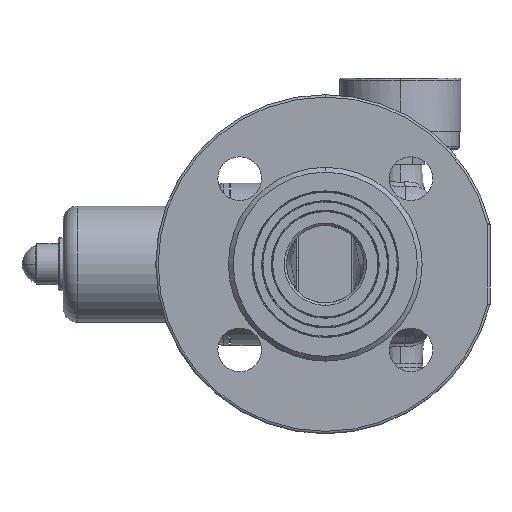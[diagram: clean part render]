
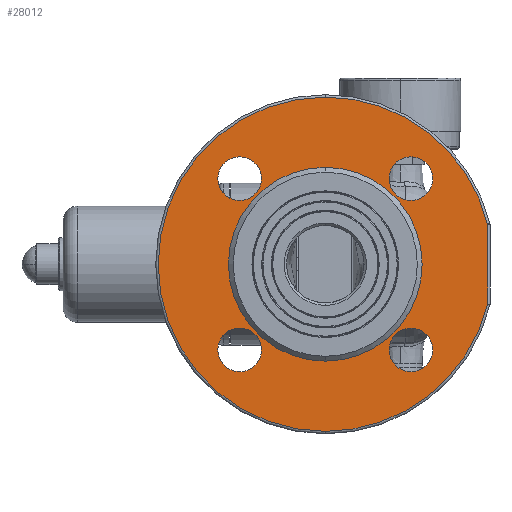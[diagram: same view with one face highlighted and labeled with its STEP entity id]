
A CAD part, left-side view. The second image highlights one B-rep face of the part: STEP entity #28012.
In plain terms, the highlighted planar face has unit normal (-1, 0, 0).
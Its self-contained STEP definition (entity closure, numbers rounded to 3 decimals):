
#820 = VERTEX_POINT ( 'NONE', #36560 ) ;
#860 = VERTEX_POINT ( 'NONE', #36882 ) ;
#919 = EDGE_CURVE ( 'NONE', #820, #16154, #37177, .T. ) ;
#4430 = FACE_BOUND ( 'NONE', #28021, .T. ) ;
#4451 = FACE_BOUND ( 'NONE', #28010, .T. ) ;
#4471 = AXIS2_PLACEMENT_3D ( 'NONE', #4518, #4517, #4516 ) ;
#4473 = FACE_OUTER_BOUND ( 'NONE', #28083, .T. ) ;
#4474 = DIRECTION ( 'NONE',  ( 0., 0., 1. ) ) ;
#4475 = DIRECTION ( 'NONE',  ( -1., 0., 0. ) ) ;
#4476 = AXIS2_PLACEMENT_3D ( 'NONE', #4485, #4475, #4474 ) ;
#4477 = CIRCLE ( 'NONE', #4476, 9. ) ;
#4478 = FACE_BOUND ( 'NONE', #28026, .T. ) ;
#4481 = FACE_BOUND ( 'NONE', #28079, .T. ) ;
#4485 = CARTESIAN_POINT ( 'NONE',  ( -88., 35.355, -35.355 ) ) ;
#4486 = FACE_BOUND ( 'NONE', #28017, .T. ) ;
#4496 = CIRCLE ( 'NONE', #4538, 40. ) ;
#4508 = CARTESIAN_POINT ( 'NONE',  ( -88., -67., -16.492 ) ) ;
#4510 = DIRECTION ( 'NONE',  ( 0., 0., 1. ) ) ;
#4511 = DIRECTION ( 'NONE',  ( -1., 0., 0. ) ) ;
#4512 = CARTESIAN_POINT ( 'NONE',  ( -88., -35.355, 35.355 ) ) ;
#4513 = AXIS2_PLACEMENT_3D ( 'NONE', #4512, #4511, #4510 ) ;
#4516 = DIRECTION ( 'NONE',  ( 0., 0., 1. ) ) ;
#4517 = DIRECTION ( 'NONE',  ( -1., 0., 0. ) ) ;
#4518 = CARTESIAN_POINT ( 'NONE',  ( -88., -35.355, -35.355 ) ) ;
#4519 = CIRCLE ( 'NONE', #4513, 9. ) ;
#4522 = DIRECTION ( 'NONE',  ( 0., 0., -1. ) ) ;
#4523 = DIRECTION ( 'NONE',  ( 1., 0., 0. ) ) ;
#4524 = CARTESIAN_POINT ( 'NONE',  ( -88., 40., 0. ) ) ;
#4525 = AXIS2_PLACEMENT_3D ( 'NONE', #4524, #4523, #4522 ) ;
#4526 = PLANE ( 'NONE',  #4525 ) ;
#4529 = CIRCLE ( 'NONE', #4471, 9. ) ;
#4535 = DIRECTION ( 'NONE',  ( 0., 0., 1. ) ) ;
#4536 = DIRECTION ( 'NONE',  ( -1., 0., 0. ) ) ;
#4537 = CARTESIAN_POINT ( 'NONE',  ( -88., 0., 0. ) ) ;
#4538 = AXIS2_PLACEMENT_3D ( 'NONE', #4537, #4536, #4535 ) ;
#4672 = LINE ( 'NONE', #4702, #4701 ) ;
#4700 = DIRECTION ( 'NONE',  ( 0., 0., 1. ) ) ;
#4701 = VECTOR ( 'NONE', #4700, 1000. ) ;
#4702 = CARTESIAN_POINT ( 'NONE',  ( -88., -67., 0. ) ) ;
#4720 = CIRCLE ( 'NONE', #4726, 9. ) ;
#4725 = DIRECTION ( 'NONE',  ( -1., 0., 0. ) ) ;
#4726 = AXIS2_PLACEMENT_3D ( 'NONE', #4777, #4776, #4775 ) ;
#4769 = DIRECTION ( 'NONE',  ( 0., 0., 1. ) ) ;
#4770 = AXIS2_PLACEMENT_3D ( 'NONE', #4778, #4725, #4769 ) ;
#4771 = CIRCLE ( 'NONE', #4770, 69. ) ;
#4775 = DIRECTION ( 'NONE',  ( 0., 0., 1. ) ) ;
#4776 = DIRECTION ( 'NONE',  ( -1., 0., 0. ) ) ;
#4777 = CARTESIAN_POINT ( 'NONE',  ( -88., 35.355, 35.355 ) ) ;
#4778 = CARTESIAN_POINT ( 'NONE',  ( -88., 0., 0. ) ) ;
#11202 = EDGE_CURVE ( 'NONE', #25674, #11350, #46158, .T. ) ;
#11350 = VERTEX_POINT ( 'NONE', #46233 ) ;
#12402 = VERTEX_POINT ( 'NONE', #46339 ) ;
#12770 = VERTEX_POINT ( 'NONE', #46333 ) ;
#13862 = EDGE_CURVE ( 'NONE', #860, #820, #46519, .T. ) ;
#15548 = EDGE_CURVE ( 'NONE', #12402, #16156, #47207, .T. ) ;
#16146 = VERTEX_POINT ( 'NONE', #47917 ) ;
#16154 = VERTEX_POINT ( 'NONE', #47982 ) ;
#16156 = VERTEX_POINT ( 'NONE', #48019 ) ;
#16206 = VERTEX_POINT ( 'NONE', #48118 ) ;
#16209 = VERTEX_POINT ( 'NONE', #48090 ) ;
#19388 = EDGE_CURVE ( 'NONE', #12770, #16209, #57081, .T. ) ;
#21499 = EDGE_CURVE ( 'NONE', #16206, #16146, #57865, .T. ) ;
#25443 = VERTEX_POINT ( 'NONE', #62138 ) ;
#25449 = VERTEX_POINT ( 'NONE', #62173 ) ;
#25473 = EDGE_CURVE ( 'NONE', #25443, #25449, #62334, .T. ) ;
#25674 = VERTEX_POINT ( 'NONE', #71040 ) ;
#28004 = ORIENTED_EDGE ( 'NONE', *, *, #13862, .T. ) ;
#28006 = ORIENTED_EDGE ( 'NONE', *, *, #15548, .F. ) ;
#28010 = EDGE_LOOP ( 'NONE', ( #28016, #28019 ) ) ;
#28011 = EDGE_CURVE ( 'NONE', #11350, #25674, #4477, .T. ) ;
#28012 = ADVANCED_FACE ( 'NONE', ( #4478, #4451, #4430, #4486, #4481, #4473 ), #4526, .F. ) ;
#28013 = ORIENTED_EDGE ( 'NONE', *, *, #11202, .F. ) ;
#28014 = ORIENTED_EDGE ( 'NONE', *, *, #28011, .F. ) ;
#28015 = EDGE_CURVE ( 'NONE', #16209, #12770, #4529, .T. ) ;
#28016 = ORIENTED_EDGE ( 'NONE', *, *, #28015, .F. ) ;
#28017 = EDGE_LOOP ( 'NONE', ( #28018, #28080 ) ) ;
#28018 = ORIENTED_EDGE ( 'NONE', *, *, #28076, .F. ) ;
#28019 = ORIENTED_EDGE ( 'NONE', *, *, #19388, .F. ) ;
#28020 = EDGE_CURVE ( 'NONE', #16146, #16206, #4519, .T. ) ;
#28021 = EDGE_LOOP ( 'NONE', ( #28034, #28031 ) ) ;
#28025 = VERTEX_POINT ( 'NONE', #4508 ) ;
#28026 = EDGE_LOOP ( 'NONE', ( #28014, #28013 ) ) ;
#28031 = ORIENTED_EDGE ( 'NONE', *, *, #21499, .F. ) ;
#28034 = ORIENTED_EDGE ( 'NONE', *, *, #28020, .F. ) ;
#28036 = EDGE_CURVE ( 'NONE', #16156, #12402, #4496, .T. ) ;
#28063 = ORIENTED_EDGE ( 'NONE', *, *, #28078, .T. ) ;
#28064 = EDGE_CURVE ( 'NONE', #28025, #860, #4672, .T. ) ;
#28065 = ORIENTED_EDGE ( 'NONE', *, *, #28064, .T. ) ;
#28076 = EDGE_CURVE ( 'NONE', #25449, #25443, #4720, .T. ) ;
#28077 = ORIENTED_EDGE ( 'NONE', *, *, #28036, .F. ) ;
#28078 = EDGE_CURVE ( 'NONE', #16154, #28025, #4771, .T. ) ;
#28079 = EDGE_LOOP ( 'NONE', ( #28077, #28006 ) ) ;
#28080 = ORIENTED_EDGE ( 'NONE', *, *, #25473, .F. ) ;
#28081 = ORIENTED_EDGE ( 'NONE', *, *, #919, .T. ) ;
#28083 = EDGE_LOOP ( 'NONE', ( #28004, #28081, #28063, #28065 ) ) ;
#36560 = CARTESIAN_POINT ( 'NONE',  ( -88., 0., 69. ) ) ;
#36882 = CARTESIAN_POINT ( 'NONE',  ( -88., -67., 16.492 ) ) ;
#37162 = DIRECTION ( 'NONE',  ( 0., 0., 1. ) ) ;
#37164 = DIRECTION ( 'NONE',  ( -1., 0., 0. ) ) ;
#37165 = CARTESIAN_POINT ( 'NONE',  ( -88., 0., 0. ) ) ;
#37166 = AXIS2_PLACEMENT_3D ( 'NONE', #37165, #37164, #37162 ) ;
#37177 = CIRCLE ( 'NONE', #37166, 69. ) ;
#46128 = AXIS2_PLACEMENT_3D ( 'NONE', #46156, #46206, #46205 ) ;
#46156 = CARTESIAN_POINT ( 'NONE',  ( -88., 35.355, -35.355 ) ) ;
#46158 = CIRCLE ( 'NONE', #46128, 9. ) ;
#46205 = DIRECTION ( 'NONE',  ( 0., 0., 1. ) ) ;
#46206 = DIRECTION ( 'NONE',  ( -1., 0., 0. ) ) ;
#46233 = CARTESIAN_POINT ( 'NONE',  ( -88., 35.355, -26.355 ) ) ;
#46333 = CARTESIAN_POINT ( 'NONE',  ( -88., -35.355, -44.355 ) ) ;
#46339 = CARTESIAN_POINT ( 'NONE',  ( -88., 0., 40. ) ) ;
#46519 = CIRCLE ( 'NONE', #46554, 69. ) ;
#46543 = DIRECTION ( 'NONE',  ( 0., 0., 1. ) ) ;
#46544 = DIRECTION ( 'NONE',  ( -1., 0., 0. ) ) ;
#46554 = AXIS2_PLACEMENT_3D ( 'NONE', #46562, #46544, #46543 ) ;
#46562 = CARTESIAN_POINT ( 'NONE',  ( -88., 0., 0. ) ) ;
#47180 = CARTESIAN_POINT ( 'NONE',  ( -88., 0., 0. ) ) ;
#47207 = CIRCLE ( 'NONE', #47273, 40. ) ;
#47271 = DIRECTION ( 'NONE',  ( 0., 0., 1. ) ) ;
#47272 = DIRECTION ( 'NONE',  ( -1., 0., 0. ) ) ;
#47273 = AXIS2_PLACEMENT_3D ( 'NONE', #47180, #47272, #47271 ) ;
#47917 = CARTESIAN_POINT ( 'NONE',  ( -88., -35.355, 44.355 ) ) ;
#47982 = CARTESIAN_POINT ( 'NONE',  ( -88., 0., -69. ) ) ;
#48019 = CARTESIAN_POINT ( 'NONE',  ( -88., 0., -40. ) ) ;
#48090 = CARTESIAN_POINT ( 'NONE',  ( -88., -35.355, -26.355 ) ) ;
#48118 = CARTESIAN_POINT ( 'NONE',  ( -88., -35.355, 26.355 ) ) ;
#57053 = DIRECTION ( 'NONE',  ( 0., 0., 1. ) ) ;
#57054 = DIRECTION ( 'NONE',  ( -1., 0., 0. ) ) ;
#57055 = AXIS2_PLACEMENT_3D ( 'NONE', #57066, #57054, #57053 ) ;
#57066 = CARTESIAN_POINT ( 'NONE',  ( -88., -35.355, -35.355 ) ) ;
#57081 = CIRCLE ( 'NONE', #57055, 9. ) ;
#57817 = AXIS2_PLACEMENT_3D ( 'NONE', #57852, #57844, #57843 ) ;
#57843 = DIRECTION ( 'NONE',  ( 0., 0., 1. ) ) ;
#57844 = DIRECTION ( 'NONE',  ( -1., 0., 0. ) ) ;
#57852 = CARTESIAN_POINT ( 'NONE',  ( -88., -35.355, 35.355 ) ) ;
#57865 = CIRCLE ( 'NONE', #57817, 9. ) ;
#62138 = CARTESIAN_POINT ( 'NONE',  ( -88., 35.355, 26.355 ) ) ;
#62173 = CARTESIAN_POINT ( 'NONE',  ( -88., 35.355, 44.355 ) ) ;
#62328 = DIRECTION ( 'NONE',  ( 0., 0., 1. ) ) ;
#62329 = DIRECTION ( 'NONE',  ( -1., 0., 0. ) ) ;
#62330 = CARTESIAN_POINT ( 'NONE',  ( -88., 35.355, 35.355 ) ) ;
#62331 = AXIS2_PLACEMENT_3D ( 'NONE', #62330, #62329, #62328 ) ;
#62334 = CIRCLE ( 'NONE', #62331, 9. ) ;
#71040 = CARTESIAN_POINT ( 'NONE',  ( -88., 35.355, -44.355 ) ) ;
